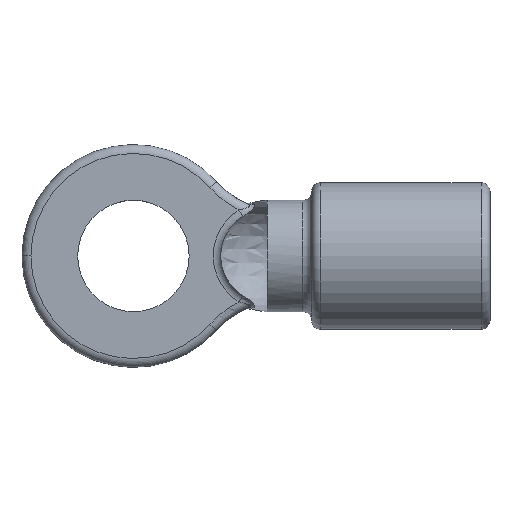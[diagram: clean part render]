
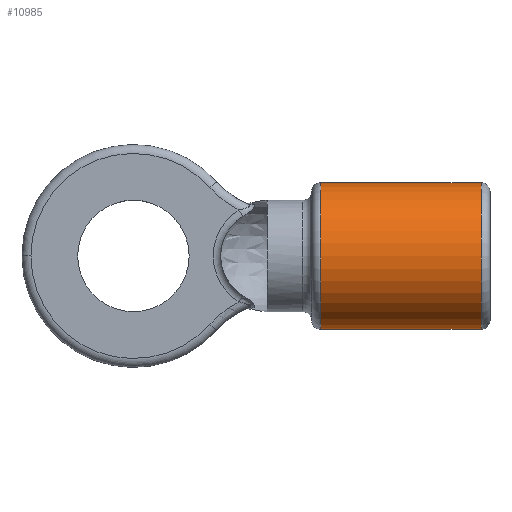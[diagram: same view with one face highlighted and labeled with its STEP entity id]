
A CAD part, top view. The second image highlights one B-rep face of the part: STEP entity #10985.
In plain terms, the highlighted cylindrical face has radius 1.645 mm (diameter 3.291 mm), a partial arc.
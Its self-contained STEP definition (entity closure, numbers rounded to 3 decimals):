
#10842=CARTESIAN_POINT('Vertex',(-7.8,1.645,-28.47)) ;
#10858=CARTESIAN_POINT('Vertex',(-7.8,-1.645,-28.47)) ;
#10861=CARTESIAN_POINT('Axis2P3D Location',(-7.8,0.,-28.47)) ;
#10943=CARTESIAN_POINT('Axis2P3D Location',(-6.,0.,-28.47)) ;
#10948=CARTESIAN_POINT('Line Origine',(-6.,1.645,-28.47)) ;
#10952=CARTESIAN_POINT('Vertex',(-4.2,1.645,-28.47)) ;
#10959=CARTESIAN_POINT('Vertex',(-4.2,-1.645,-28.47)) ;
#10962=CARTESIAN_POINT('Line Origine',(-6.,-1.645,-28.47)) ;
#10974=CARTESIAN_POINT('Axis2P3D Location',(-4.2,0.,-28.47)) ;
#10862=DIRECTION('Axis2P3D Direction',(1.,-0.,0.)) ;
#10944=DIRECTION('Axis2P3D Direction',(1.,0.,0.)) ;
#10945=DIRECTION('Axis2P3D XDirection',(0.,1.,0.)) ;
#10949=DIRECTION('Vector Direction',(1.,0.,0.)) ;
#10963=DIRECTION('Vector Direction',(1.,0.,0.)) ;
#10975=DIRECTION('Axis2P3D Direction',(1.,0.,0.)) ;
#10863=AXIS2_PLACEMENT_3D('Circle Axis2P3D',#10861,#10862,$) ;
#10946=AXIS2_PLACEMENT_3D('Cylinder Axis2P3D',#10943,#10944,#10945) ;
#10976=AXIS2_PLACEMENT_3D('Circle Axis2P3D',#10974,#10975,$) ;
#10980=ORIENTED_EDGE('',*,*,#10966,.F.) ;
#10981=ORIENTED_EDGE('',*,*,#10978,.F.) ;
#10982=ORIENTED_EDGE('',*,*,#10954,.T.) ;
#10983=ORIENTED_EDGE('',*,*,#10865,.T.) ;
#10950=VECTOR('Line Direction',#10949,1.) ;
#10964=VECTOR('Line Direction',#10963,1.) ;
#10985=ADVANCED_FACE('PartBody',(#10984),#10947,.T.) ;
#10864=CIRCLE('generated circle',#10863,1.645) ;
#10977=CIRCLE('generated circle',#10976,1.645) ;
#10947=CYLINDRICAL_SURFACE('generated cylinder',#10946,1.645) ;
#10865=EDGE_CURVE('',#10843,#10859,#10864,.T.) ;
#10954=EDGE_CURVE('',#10953,#10843,#10951,.F.) ;
#10966=EDGE_CURVE('',#10960,#10859,#10965,.F.) ;
#10978=EDGE_CURVE('',#10953,#10960,#10977,.T.) ;
#10979=EDGE_LOOP('',(#10980,#10981,#10982,#10983)) ;
#10984=FACE_OUTER_BOUND('',#10979,.T.) ;
#10951=LINE('Line',#10948,#10950) ;
#10965=LINE('Line',#10962,#10964) ;
#10843=VERTEX_POINT('',#10842) ;
#10859=VERTEX_POINT('',#10858) ;
#10953=VERTEX_POINT('',#10952) ;
#10960=VERTEX_POINT('',#10959) ;
